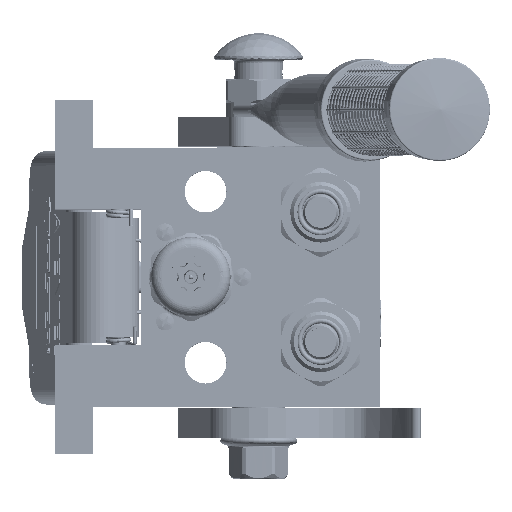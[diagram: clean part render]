
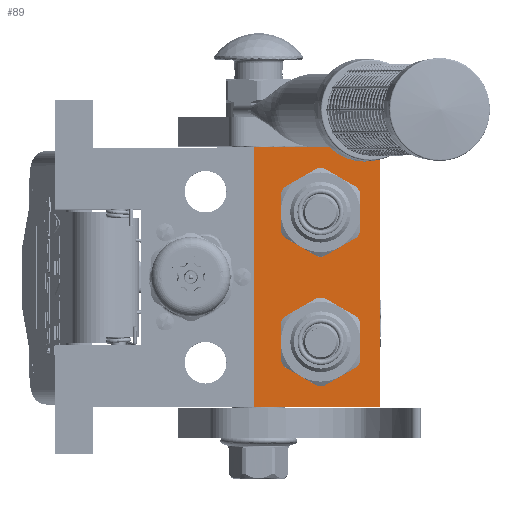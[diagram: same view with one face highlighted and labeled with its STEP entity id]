
A CAD part, top view. The second image highlights one B-rep face of the part: STEP entity #89.
In plain terms, the highlighted face is planar.
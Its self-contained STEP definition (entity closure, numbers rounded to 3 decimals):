
#89 = ADVANCED_FACE ( 'NONE', ( #82170, #107463, #177914 ), #206495, .T. ) ;
#374 = VERTEX_POINT ( 'NONE', #28199 ) ;
#650 = VERTEX_POINT ( 'NONE', #61943 ) ;
#706 = LINE ( 'NONE', #171546, #41054 ) ;
#1995 = CARTESIAN_POINT ( 'NONE',  ( -44., 8.9, -42.5 ) ) ;
#2276 = DIRECTION ( 'NONE',  ( 0., 0., -1. ) ) ;
#6411 = EDGE_CURVE ( 'NONE', #134520, #650, #81396, .T. ) ;
#8777 = DIRECTION ( 'NONE',  ( 0., 0., 1. ) ) ;
#9407 = CARTESIAN_POINT ( 'NONE',  ( -44., 8.9, -42.5 ) ) ;
#10362 = AXIS2_PLACEMENT_3D ( 'NONE', #121380, #153099, #8777 ) ;
#11115 = CARTESIAN_POINT ( 'NONE',  ( -22., 8.9, -32.15 ) ) ;
#13528 = LINE ( 'NONE', #117462, #23686 ) ;
#19610 = CARTESIAN_POINT ( 'NONE',  ( 44., 8.9, -42.5 ) ) ;
#21252 = CARTESIAN_POINT ( 'NONE',  ( 44., 8.9, 0. ) ) ;
#23686 = VECTOR ( 'NONE', #166741, 1000. ) ;
#26576 = DIRECTION ( 'NONE',  ( 0., -1., 0. ) ) ;
#28199 = CARTESIAN_POINT ( 'NONE',  ( -44., 8.9, 0. ) ) ;
#30790 = CARTESIAN_POINT ( 'NONE',  ( -44., 8.9, 0. ) ) ;
#32970 = AXIS2_PLACEMENT_3D ( 'NONE', #114133, #164093, #2276 ) ;
#33611 = EDGE_CURVE ( 'NONE', #374, #117378, #73478, .T. ) ;
#41054 = VECTOR ( 'NONE', #90704, 1000. ) ;
#42232 = CARTESIAN_POINT ( 'NONE',  ( 22., 8.9, -7.85 ) ) ;
#45552 = DIRECTION ( 'NONE',  ( 1., 0., 0. ) ) ;
#48943 = ORIENTED_EDGE ( 'NONE', *, *, #86345, .F. ) ;
#54181 = VERTEX_POINT ( 'NONE', #9407 ) ;
#58821 = AXIS2_PLACEMENT_3D ( 'NONE', #124715, #93109, #191532 ) ;
#61142 = ORIENTED_EDGE ( 'NONE', *, *, #68736, .F. ) ;
#61943 = CARTESIAN_POINT ( 'NONE',  ( -22., 8.9, -7.85 ) ) ;
#62314 = EDGE_CURVE ( 'NONE', #117378, #136854, #13528, .T. ) ;
#68736 = EDGE_CURVE ( 'NONE', #141837, #69658, #77052, .T. ) ;
#69658 = VERTEX_POINT ( 'NONE', #42232 ) ;
#73478 = LINE ( 'NONE', #30790, #143912 ) ;
#76957 = EDGE_CURVE ( 'NONE', #374, #54181, #706, .T. ) ;
#77046 = ORIENTED_EDGE ( 'NONE', *, *, #6411, .F. ) ;
#77052 = CIRCLE ( 'NONE', #77280, 12.15 ) ;
#77280 = AXIS2_PLACEMENT_3D ( 'NONE', #105440, #26576, #139867 ) ;
#81396 = CIRCLE ( 'NONE', #32970, 12.15 ) ;
#82170 = FACE_BOUND ( 'NONE', #203471, .T. ) ;
#86345 = EDGE_CURVE ( 'NONE', #69658, #141837, #128010, .T. ) ;
#86621 = ORIENTED_EDGE ( 'NONE', *, *, #76957, .T. ) ;
#88595 = LINE ( 'NONE', #1995, #141449 ) ;
#90704 = DIRECTION ( 'NONE',  ( 0., 0., -1. ) ) ;
#93109 = DIRECTION ( 'NONE',  ( 0., -1., 0. ) ) ;
#94361 = AXIS2_PLACEMENT_3D ( 'NONE', #110027, #205110, #190932 ) ;
#105440 = CARTESIAN_POINT ( 'NONE',  ( 22., 8.9, -20. ) ) ;
#107463 = FACE_BOUND ( 'NONE', #156661, .T. ) ;
#110027 = CARTESIAN_POINT ( 'NONE',  ( 0., 8.9, 0. ) ) ;
#111679 = ORIENTED_EDGE ( 'NONE', *, *, #116293, .T. ) ;
#114133 = CARTESIAN_POINT ( 'NONE',  ( -22., 8.9, -20. ) ) ;
#116293 = EDGE_CURVE ( 'NONE', #54181, #136854, #88595, .T. ) ;
#117378 = VERTEX_POINT ( 'NONE', #21252 ) ;
#117462 = CARTESIAN_POINT ( 'NONE',  ( 44., 8.9, 0. ) ) ;
#121380 = CARTESIAN_POINT ( 'NONE',  ( 22., 8.9, -20. ) ) ;
#124715 = CARTESIAN_POINT ( 'NONE',  ( -22., 8.9, -20. ) ) ;
#128010 = CIRCLE ( 'NONE', #10362, 12.15 ) ;
#130027 = ORIENTED_EDGE ( 'NONE', *, *, #62314, .F. ) ;
#134520 = VERTEX_POINT ( 'NONE', #11115 ) ;
#136854 = VERTEX_POINT ( 'NONE', #19610 ) ;
#138519 = CIRCLE ( 'NONE', #58821, 12.15 ) ;
#139867 = DIRECTION ( 'NONE',  ( 0., 0., -1. ) ) ;
#141449 = VECTOR ( 'NONE', #146268, 1000. ) ;
#141837 = VERTEX_POINT ( 'NONE', #149582 ) ;
#143912 = VECTOR ( 'NONE', #45552, 1000. ) ;
#146268 = DIRECTION ( 'NONE',  ( 1., 0., 0. ) ) ;
#149582 = CARTESIAN_POINT ( 'NONE',  ( 22., 8.9, -32.15 ) ) ;
#153099 = DIRECTION ( 'NONE',  ( 0., -1., 0. ) ) ;
#156661 = EDGE_LOOP ( 'NONE', ( #77046, #177194 ) ) ;
#164093 = DIRECTION ( 'NONE',  ( 0., -1., 0. ) ) ;
#166567 = ORIENTED_EDGE ( 'NONE', *, *, #33611, .F. ) ;
#166741 = DIRECTION ( 'NONE',  ( 0., 0., -1. ) ) ;
#171546 = CARTESIAN_POINT ( 'NONE',  ( -44., 8.9, 0. ) ) ;
#173125 = EDGE_LOOP ( 'NONE', ( #86621, #111679, #130027, #166567 ) ) ;
#177194 = ORIENTED_EDGE ( 'NONE', *, *, #201928, .F. ) ;
#177914 = FACE_OUTER_BOUND ( 'NONE', #173125, .T. ) ;
#190932 = DIRECTION ( 'NONE',  ( 1., 0., 0. ) ) ;
#191532 = DIRECTION ( 'NONE',  ( 0., 0., 1. ) ) ;
#201928 = EDGE_CURVE ( 'NONE', #650, #134520, #138519, .T. ) ;
#203471 = EDGE_LOOP ( 'NONE', ( #61142, #48943 ) ) ;
#205110 = DIRECTION ( 'NONE',  ( 0., -1., 0. ) ) ;
#206495 = PLANE ( 'NONE',  #94361 ) ;
